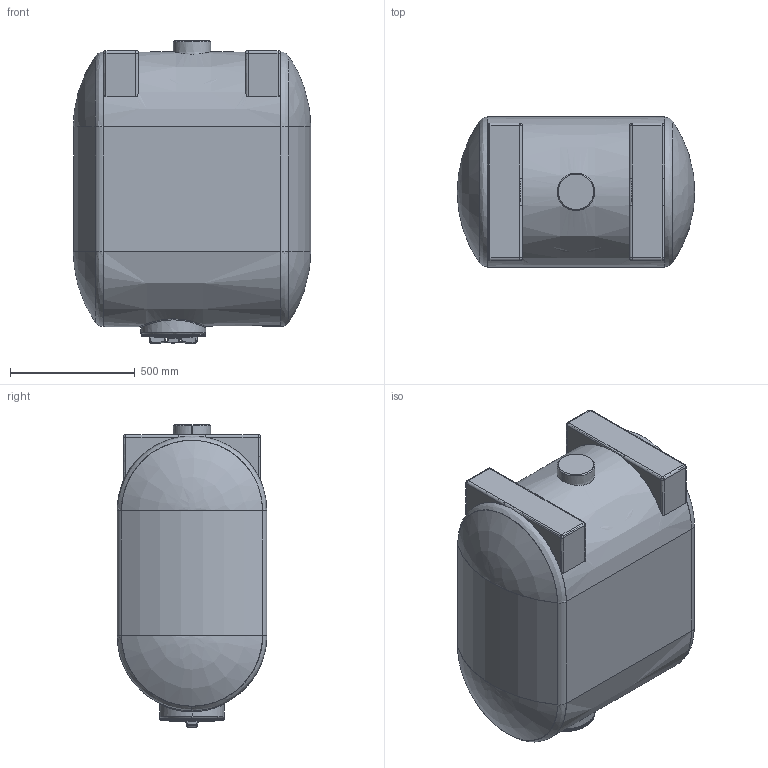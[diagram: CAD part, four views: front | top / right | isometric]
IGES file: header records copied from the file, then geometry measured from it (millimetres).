
Start section: SolidWorks IGES file using analytic representation for surfaces
Global section: file name: 550L TANQUE ELIPTICO COM BASE TP200 POLITIPLASTIC.IGS; native system: SolidWorks 2025; preprocessor: SolidWorks 2025; author: DELL_POLITI; date: 250604.181044; units: millimetre
Bounding box: 950 x 600 x 1212.22 mm (x, y, z)
Surface area: 8522971.2 mm2 (no closed solid volume)
Topology: 0 solids, 0 shells, 6153 faces, 45426 edges, 45394 vertices
Faces by surface type: bspline 5204, revolution 949
